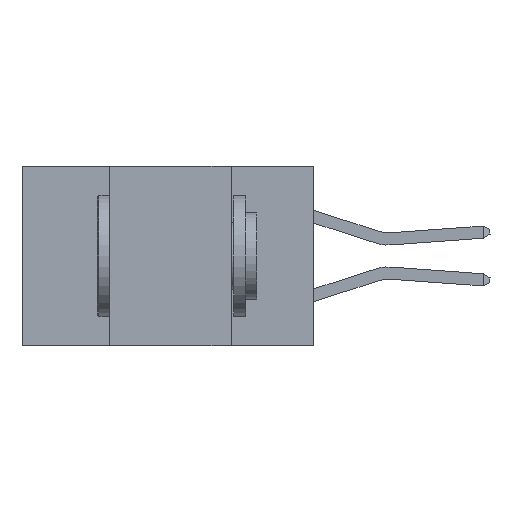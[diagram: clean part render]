
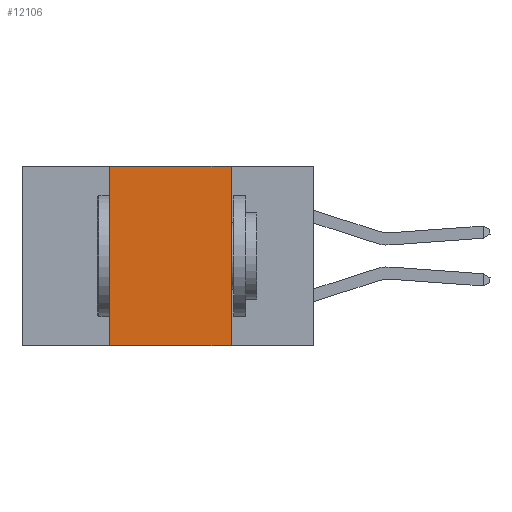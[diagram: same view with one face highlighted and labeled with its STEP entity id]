
A CAD part, left-side view. The second image highlights one B-rep face of the part: STEP entity #12106.
In plain terms, the highlighted planar face has unit normal (-1, 0, 0).
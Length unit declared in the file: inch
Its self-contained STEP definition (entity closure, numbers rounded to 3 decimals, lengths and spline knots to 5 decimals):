
#1022 = ORIENTED_EDGE ( 'NONE', *, *, #8493, .F. ) ;
#1140 = CARTESIAN_POINT ( 'NONE',  ( 0., 0.6, -0.37 ) ) ;
#1354 = ORIENTED_EDGE ( 'NONE', *, *, #17826, .F. ) ;
#1681 = CARTESIAN_POINT ( 'NONE',  ( 0., 0.17, 0. ) ) ;
#2619 = LINE ( 'NONE', #1681, #8536 ) ;
#3165 = CARTESIAN_POINT ( 'NONE',  ( 0., 0.17, 0. ) ) ;
#3598 = EDGE_CURVE ( 'NONE', #10702, #16018, #17549, .T. ) ;
#4318 = ORIENTED_EDGE ( 'NONE', *, *, #3598, .F. ) ;
#4757 = DIRECTION ( 'NONE',  ( 0., 0., 1. ) ) ;
#4931 = PLANE ( 'NONE',  #20210 ) ;
#5203 = CARTESIAN_POINT ( 'NONE',  ( 0., 0.6, 0. ) ) ;
#5310 = VECTOR ( 'NONE', #9617, 39.37008 ) ;
#5807 = CARTESIAN_POINT ( 'NONE',  ( 0., 0.42, 0. ) ) ;
#6013 = CARTESIAN_POINT ( 'NONE',  ( 0., 0.42, -0.37 ) ) ;
#6699 = EDGE_LOOP ( 'NONE', ( #1354, #1022, #4318, #17392 ) ) ;
#6806 = CARTESIAN_POINT ( 'NONE',  ( 0., 0.6, 0. ) ) ;
#6930 = LINE ( 'NONE', #1140, #5310 ) ;
#8143 = CARTESIAN_POINT ( 'NONE',  ( 0., 0.17, -0.37 ) ) ;
#8287 = FACE_OUTER_BOUND ( 'NONE', #6699, .T. ) ;
#8493 = EDGE_CURVE ( 'NONE', #16018, #14525, #18577, .T. ) ;
#8536 = VECTOR ( 'NONE', #13630, 39.37008 ) ;
#9617 = DIRECTION ( 'NONE',  ( 0., -1., 0. ) ) ;
#10537 = DIRECTION ( 'NONE',  ( 0., 0., -1. ) ) ;
#10702 = VERTEX_POINT ( 'NONE', #6013 ) ;
#11913 = EDGE_CURVE ( 'NONE', #10702, #20887, #6930, .T. ) ;
#12106 = ADVANCED_FACE ( 'NONE', ( #8287 ), #4931, .F. ) ;
#12447 = DIRECTION ( 'NONE',  ( 0., -1., 0. ) ) ;
#13630 = DIRECTION ( 'NONE',  ( 0., 0., -1. ) ) ;
#14525 = VERTEX_POINT ( 'NONE', #3165 ) ;
#16018 = VERTEX_POINT ( 'NONE', #5807 ) ;
#17022 = VECTOR ( 'NONE', #4757, 39.37008 ) ;
#17392 = ORIENTED_EDGE ( 'NONE', *, *, #11913, .T. ) ;
#17549 = LINE ( 'NONE', #20011, #17022 ) ;
#17826 = EDGE_CURVE ( 'NONE', #14525, #20887, #2619, .T. ) ;
#18577 = LINE ( 'NONE', #5203, #22045 ) ;
#18770 = DIRECTION ( 'NONE',  ( 1., 0., 0. ) ) ;
#20011 = CARTESIAN_POINT ( 'NONE',  ( 0., 0.42, 0. ) ) ;
#20210 = AXIS2_PLACEMENT_3D ( 'NONE', #6806, #18770, #10537 ) ;
#20887 = VERTEX_POINT ( 'NONE', #8143 ) ;
#22045 = VECTOR ( 'NONE', #12447, 39.37008 ) ;
